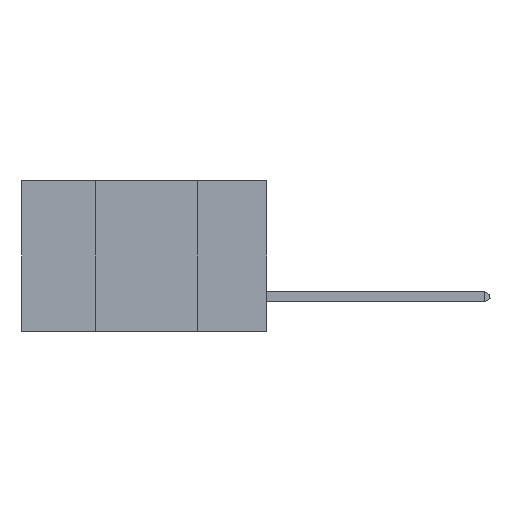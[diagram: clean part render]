
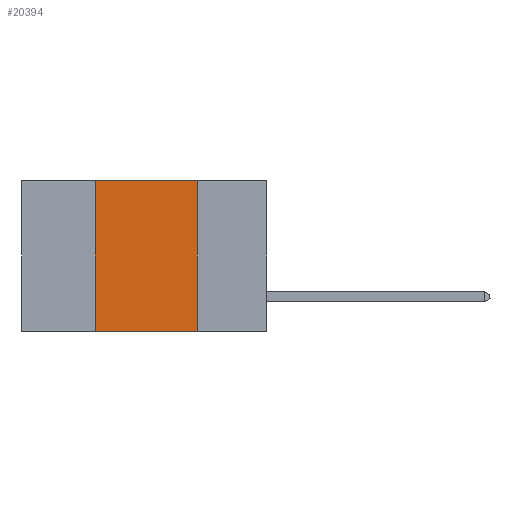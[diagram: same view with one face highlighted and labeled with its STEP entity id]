
A CAD part, left-side view. The second image highlights one B-rep face of the part: STEP entity #20394.
In plain terms, the highlighted planar face has unit normal (-1, 0, 0).
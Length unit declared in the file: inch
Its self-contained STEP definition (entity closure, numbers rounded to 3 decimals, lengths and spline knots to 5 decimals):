
#147 = EDGE_LOOP ( 'NONE', ( #1571, #15268, #14994, #7978 ) ) ;
#157 = CARTESIAN_POINT ( 'NONE',  ( 0., 0.17, -0.37 ) ) ;
#959 = DIRECTION ( 'NONE',  ( 1., 0., 0. ) ) ;
#1571 = ORIENTED_EDGE ( 'NONE', *, *, #20762, .F. ) ;
#3369 = VERTEX_POINT ( 'NONE', #30660 ) ;
#4858 = CARTESIAN_POINT ( 'NONE',  ( 0., 0.17, 0. ) ) ;
#5505 = EDGE_CURVE ( 'NONE', #3369, #31235, #30240, .T. ) ;
#6001 = CARTESIAN_POINT ( 'NONE',  ( 0., 0.6, 0. ) ) ;
#7978 = ORIENTED_EDGE ( 'NONE', *, *, #23264, .T. ) ;
#8728 = DIRECTION ( 'NONE',  ( 0., 0., -1. ) ) ;
#8836 = PLANE ( 'NONE',  #12044 ) ;
#9505 = EDGE_CURVE ( 'NONE', #25311, #3369, #24951, .T. ) ;
#10602 = VERTEX_POINT ( 'NONE', #157 ) ;
#12044 = AXIS2_PLACEMENT_3D ( 'NONE', #6001, #959, #8728 ) ;
#12594 = CARTESIAN_POINT ( 'NONE',  ( 0., 0.17, 0. ) ) ;
#13088 = VECTOR ( 'NONE', #18274, 39.37008 ) ;
#14994 = ORIENTED_EDGE ( 'NONE', *, *, #9505, .F. ) ;
#15268 = ORIENTED_EDGE ( 'NONE', *, *, #5505, .F. ) ;
#16557 = DIRECTION ( 'NONE',  ( 0., -1., 0. ) ) ;
#18274 = DIRECTION ( 'NONE',  ( 0., 0., 1. ) ) ;
#19811 = VECTOR ( 'NONE', #16557, 39.37008 ) ;
#19833 = LINE ( 'NONE', #12594, #21737 ) ;
#20306 = CARTESIAN_POINT ( 'NONE',  ( 0., 0.6, 0. ) ) ;
#20394 = ADVANCED_FACE ( 'NONE', ( #27484 ), #8836, .F. ) ;
#20762 = EDGE_CURVE ( 'NONE', #31235, #10602, #19833, .T. ) ;
#21737 = VECTOR ( 'NONE', #29576, 39.37008 ) ;
#21860 = VECTOR ( 'NONE', #25421, 39.37008 ) ;
#23264 = EDGE_CURVE ( 'NONE', #25311, #10602, #28573, .T. ) ;
#24951 = LINE ( 'NONE', #25820, #13088 ) ;
#25311 = VERTEX_POINT ( 'NONE', #25665 ) ;
#25421 = DIRECTION ( 'NONE',  ( 0., -1., 0. ) ) ;
#25665 = CARTESIAN_POINT ( 'NONE',  ( 0., 0.42, -0.37 ) ) ;
#25820 = CARTESIAN_POINT ( 'NONE',  ( 0., 0.42, 0. ) ) ;
#27484 = FACE_OUTER_BOUND ( 'NONE', #147, .T. ) ;
#28573 = LINE ( 'NONE', #28774, #19811 ) ;
#28774 = CARTESIAN_POINT ( 'NONE',  ( 0., 0.6, -0.37 ) ) ;
#29576 = DIRECTION ( 'NONE',  ( 0., 0., -1. ) ) ;
#30240 = LINE ( 'NONE', #20306, #21860 ) ;
#30660 = CARTESIAN_POINT ( 'NONE',  ( 0., 0.42, 0. ) ) ;
#31235 = VERTEX_POINT ( 'NONE', #4858 ) ;
